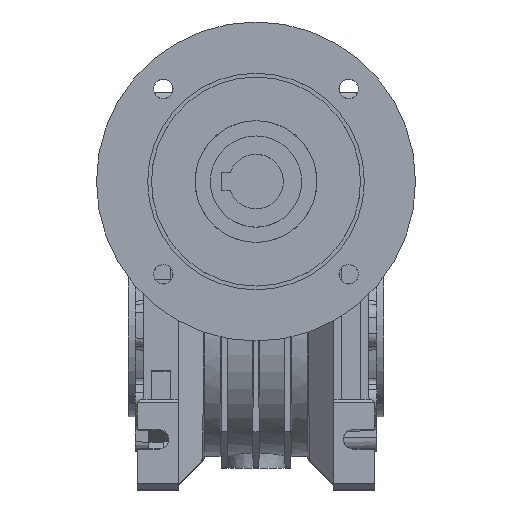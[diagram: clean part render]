
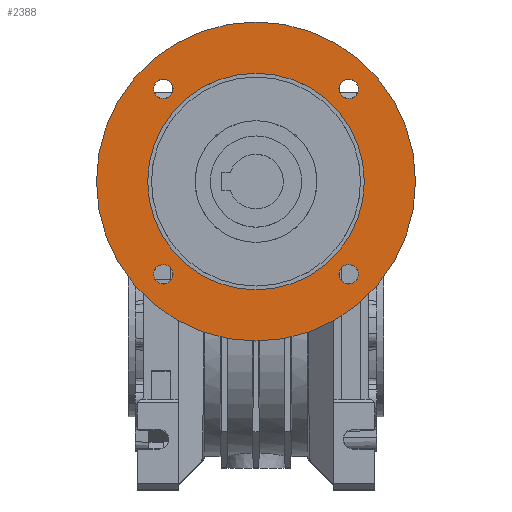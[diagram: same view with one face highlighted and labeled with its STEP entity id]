
A CAD part, top view. The second image highlights one B-rep face of the part: STEP entity #2388.
In plain terms, the highlighted planar face has unit normal (0, 0, 1).
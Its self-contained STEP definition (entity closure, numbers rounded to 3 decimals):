
#2388 = ADVANCED_FACE( 'NONE', ( #5085, #5086, #5087, #5088, #5089, #5090 ), #5091, .T. );
#5085 = FACE_OUTER_BOUND( '', #8768, .T. );
#5086 = FACE_BOUND( '', #8769, .T. );
#5087 = FACE_BOUND( '', #8770, .T. );
#5088 = FACE_BOUND( '', #8771, .T. );
#5089 = FACE_BOUND( '', #8772, .T. );
#5090 = FACE_BOUND( '', #8773, .T. );
#5091 = PLANE( '', #8774 );
#8768 = EDGE_LOOP( '', ( #16163 ) );
#8769 = EDGE_LOOP( '', ( #16164 ) );
#8770 = EDGE_LOOP( '', ( #16165 ) );
#8771 = EDGE_LOOP( '', ( #16166 ) );
#8772 = EDGE_LOOP( '', ( #16167 ) );
#8773 = EDGE_LOOP( '', ( #16168 ) );
#8774 = AXIS2_PLACEMENT_3D( '', #16169, #16170, #16171 );
#16163 = ORIENTED_EDGE( '', *, *, #21524, .T. );
#16164 = ORIENTED_EDGE( '', *, *, #20585, .T. );
#16165 = ORIENTED_EDGE( '', *, *, #19010, .T. );
#16166 = ORIENTED_EDGE( '', *, *, #21525, .T. );
#16167 = ORIENTED_EDGE( '', *, *, #20864, .T. );
#16168 = ORIENTED_EDGE( '', *, *, #20318, .T. );
#16169 = CARTESIAN_POINT( '', ( 0., -105., 21. ) );
#16170 = DIRECTION( '', ( 0., 0., 1. ) );
#16171 = DIRECTION( '', ( -1., 0., 0. ) );
#19010 = EDGE_CURVE( 'NONE', #22900, #22900, #22901, .F. );
#20318 = EDGE_CURVE( 'NONE', #25048, #25048, #25049, .F. );
#20585 = EDGE_CURVE( 'NONE', #25432, #25432, #25433, .F. );
#20864 = EDGE_CURVE( 'NONE', #25824, #25824, #25825, .F. );
#21524 = EDGE_CURVE( 'NONE', #26659, #26659, #26660, .T. );
#21525 = EDGE_CURVE( 'NONE', #26661, #26661, #26662, .F. );
#22900 = VERTEX_POINT( '', #28944 );
#22901 = CIRCLE( '', #28945, 4.296 );
#25048 = VERTEX_POINT( '', #33679 );
#25049 = CIRCLE( '', #33680, 47.5 );
#25432 = VERTEX_POINT( '', #34634 );
#25433 = CIRCLE( '', #34635, 4.296 );
#25824 = VERTEX_POINT( '', #35476 );
#25825 = CIRCLE( '', #35477, 4.296 );
#26659 = VERTEX_POINT( '', #37697 );
#26660 = CIRCLE( '', #37698, 69.974 );
#26661 = VERTEX_POINT( '', #37699 );
#26662 = CIRCLE( '', #37700, 4.296 );
#28944 = CARTESIAN_POINT( '', ( 36.363, -40.659, 21. ) );
#28945 = AXIS2_PLACEMENT_3D( '', #39672, #39673, #39674 );
#33679 = CARTESIAN_POINT( '', ( -47.5, 0., 21. ) );
#33680 = AXIS2_PLACEMENT_3D( '', #41146, #41147, #41148 );
#34634 = CARTESIAN_POINT( '', ( -44.955, 40.659, 21. ) );
#34635 = AXIS2_PLACEMENT_3D( '', #41394, #41395, #41396 );
#35476 = CARTESIAN_POINT( '', ( -44.955, -40.659, 21. ) );
#35477 = AXIS2_PLACEMENT_3D( '', #41658, #41659, #41660 );
#37697 = CARTESIAN_POINT( '', ( -69.974, 0., 21. ) );
#37698 = AXIS2_PLACEMENT_3D( '', #42167, #42168, #42169 );
#37699 = CARTESIAN_POINT( '', ( 36.363, 40.659, 21. ) );
#37700 = AXIS2_PLACEMENT_3D( '', #42170, #42171, #42172 );
#39672 = CARTESIAN_POINT( '', ( 40.659, -40.659, 21. ) );
#39673 = DIRECTION( '', ( 0., 0., 1. ) );
#39674 = DIRECTION( '', ( -1., 0., 0. ) );
#41146 = CARTESIAN_POINT( '', ( 0., 0., 21. ) );
#41147 = DIRECTION( '', ( 0., 0., 1. ) );
#41148 = DIRECTION( '', ( -1., 0., 0. ) );
#41394 = CARTESIAN_POINT( '', ( -40.659, 40.659, 21. ) );
#41395 = DIRECTION( '', ( 0., 0., 1. ) );
#41396 = DIRECTION( '', ( -1., 0., 0. ) );
#41658 = CARTESIAN_POINT( '', ( -40.659, -40.659, 21. ) );
#41659 = DIRECTION( '', ( 0., 0., 1. ) );
#41660 = DIRECTION( '', ( -1., 0., 0. ) );
#42167 = CARTESIAN_POINT( '', ( 0., 0., 21. ) );
#42168 = DIRECTION( '', ( 0., 0., 1. ) );
#42169 = DIRECTION( '', ( -1., 0., 0. ) );
#42170 = CARTESIAN_POINT( '', ( 40.659, 40.659, 21. ) );
#42171 = DIRECTION( '', ( 0., 0., 1. ) );
#42172 = DIRECTION( '', ( -1., 0., 0. ) );
